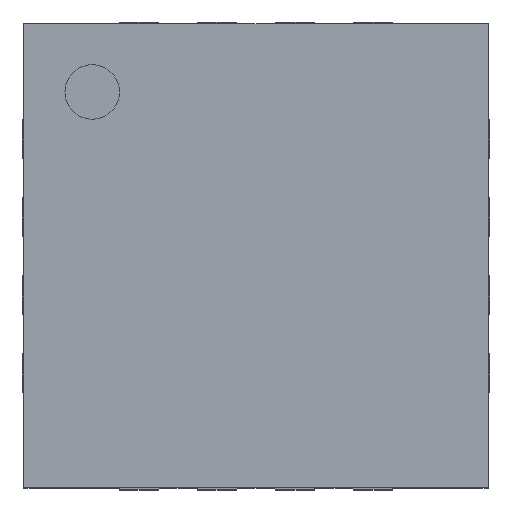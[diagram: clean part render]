
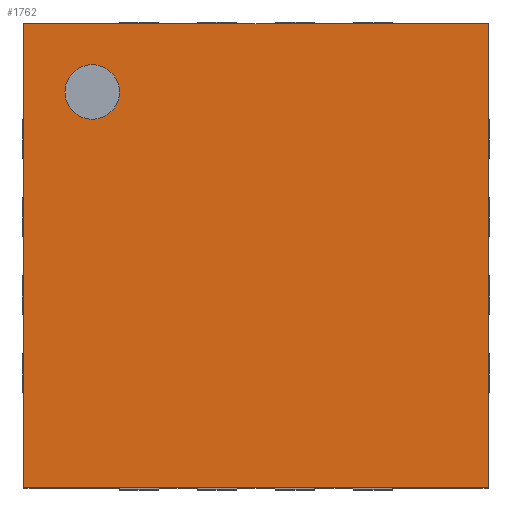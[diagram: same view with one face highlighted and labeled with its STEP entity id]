
A CAD part, top view. The second image highlights one B-rep face of the part: STEP entity #1762.
In plain terms, the highlighted planar face has unit normal (0, 0, 1).
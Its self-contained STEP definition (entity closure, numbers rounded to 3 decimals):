
#13=DIRECTION('',(0.,0.,1.));
#117=DIRECTION('',(0.,0.,-1.));
#148=VECTOR('',#149,1.);
#149=DIRECTION('',(1.,0.,0.));
#155=VECTOR('',#156,1.);
#156=DIRECTION('',(0.,-1.,0.));
#525=ORIENTED_EDGE('',*,*,#526,.F.);
#526=EDGE_CURVE('',#527,#529,#531,.T.);
#527=VERTEX_POINT('',#528);
#528=CARTESIAN_POINT('',(-1.488,1.488,1.025));
#529=VERTEX_POINT('',#530);
#530=CARTESIAN_POINT('',(1.488,1.488,1.025));
#531=LINE('',#528,#148);
#612=ORIENTED_EDGE('',*,*,#613,.T.);
#613=EDGE_CURVE('',#527,#614,#616,.T.);
#614=VERTEX_POINT('',#615);
#615=CARTESIAN_POINT('',(-1.488,-1.488,1.025));
#616=LINE('',#528,#155);
#1132=EDGE_CURVE('',#529,#1133,#1135,.T.);
#1133=VERTEX_POINT('',#1134);
#1134=CARTESIAN_POINT('',(1.488,-1.488,1.025));
#1135=LINE('',#530,#155);
#1209=EDGE_CURVE('',#614,#1133,#1210,.T.);
#1210=LINE('',#615,#148);
#1762=ADVANCED_FACE('',(#1763,#1767),#1776,.T.);
#1763=FACE_BOUND('',#1764,.T.);
#1764=EDGE_LOOP('',(#525,#612,#1765,#1766));
#1765=ORIENTED_EDGE('',*,*,#1209,.T.);
#1766=ORIENTED_EDGE('',*,*,#1132,.F.);
#1767=FACE_BOUND('',#1768,.T.);
#1768=EDGE_LOOP('',(#1769));
#1769=ORIENTED_EDGE('',*,*,#1770,.T.);
#1770=EDGE_CURVE('',#1771,#1771,#1773,.T.);
#1771=VERTEX_POINT('',#1772);
#1772=CARTESIAN_POINT('',(-1.05,0.875,1.025));
#1773=CIRCLE('',#1774,0.175);
#1774=AXIS2_PLACEMENT_3D('',#1775,#117,#156);
#1775=CARTESIAN_POINT('',(-1.05,1.05,1.025));
#1776=PLANE('',#1777);
#1777=AXIS2_PLACEMENT_3D('',#528,#13,#156);
